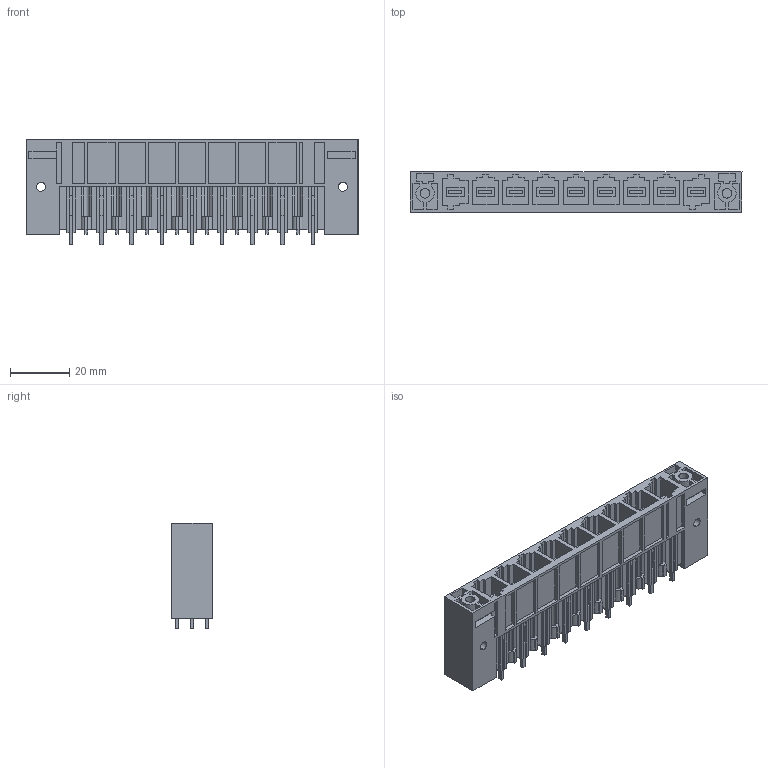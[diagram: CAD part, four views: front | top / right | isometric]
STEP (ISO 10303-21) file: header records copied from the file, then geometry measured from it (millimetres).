
FILE_DESCRIPTION(('CATIA V5 STEP Exchange','CAx-IF Rec.Pracs.--- Model Styling and Organization---1.2---2011-12-15'),'2;1');
FILE_NAME ('D1457521_0_1850950000_1850950000.stp','2018-03-12T13:26:17+00:00',('none'),('Weidmueller'),'CATIA Version 5-6 Release 2014','CATIA V5 STEP AP214','none');
FILE_SCHEMA(('AUTOMOTIVE_DESIGN { 1 0 10303 214 1 1 1 1 }'));
Length unit declared in the file: millimetre
Products named in the file (1): 1850950000
Bounding box: 111.76 x 13.6 x 35.5 mm (x, y, z)
Volume: 27787 mm3; surface area: 30636 mm2
Topology: 10 solids, 10 shells, 1069 faces, 3080 edges, 2070 vertices
Faces by surface type: plane 991, cylinder 78
Entity records: 33128 total; most frequent: ORIENTED_EDGE 6160, CARTESIAN_POINT 5825, DIRECTION 4309, EDGE_CURVE 3080, VECTOR 2912, LINE 2912, VERTEX_POINT 2070, EDGE_LOOP 1146
